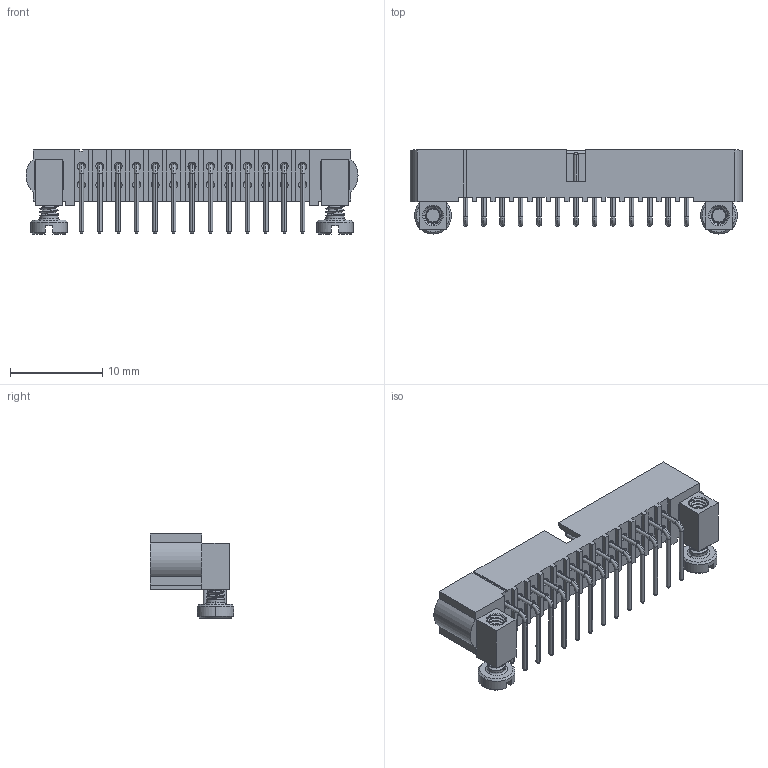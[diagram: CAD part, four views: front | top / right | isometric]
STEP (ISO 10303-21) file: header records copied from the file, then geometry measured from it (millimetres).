
FILE_DESCRIPTION((''),'2;1');
FILE_NAME('M80-5402022_ASM','2013-03-22T',('wbourne'),(''),'PRO/ENGINEER BY PARAMETRIC TECHNOLOGY CORPORATION, 2012230','PRO/ENGINEER BY PARAMETRIC TECHNOLOGY CORPORATION, 2012230','');
FILE_SCHEMA(('CONFIG_CONTROL_DESIGN'));
Length unit declared in the file: millimetre
Products named in the file (6): M80-2702098_SEPARATE_ROWS; M80-530XX22_SHORT_PIN; M80-530XX22_LONG_PIN; M80-2250000; M80-226; M80-5402022_ASM
Assembly tree (31 placements, depth 2):
  M80-5402022_ASM
    M80-2702098_SEPARATE_ROWS
    M80-530XX22_SHORT_PIN  x13
    M80-530XX22_LONG_PIN  x13
    M80-2250000  x2
    M80-226  x2
Bounding box: 36 x 9.1 x 9.12 mm (x, y, z)
Volume: 769.3 mm3; surface area: 2444.5 mm2
Topology: 31 solids, 37 shells, 1111 faces, 2633 edges, 1648 vertices
Faces by surface type: plane 393, cylinder 306, cone 192, bspline 164, torus 56
Entity records: 24429 total; most frequent: CARTESIAN_POINT 11238, ORIENTED_EDGE 2048, DIRECTION 1977, PRESENTATION_STYLE_ASSIGNMENT 1045, STYLED_ITEM 1045, CURVE_STYLE 1031, EDGE_CURVE 1031, AXIS2_PLACEMENT_3D 717
